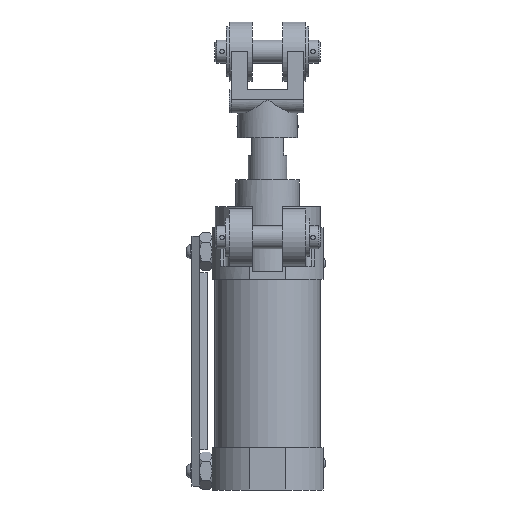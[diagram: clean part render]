
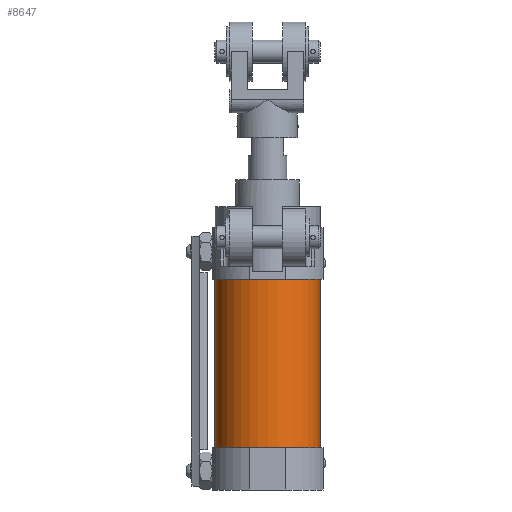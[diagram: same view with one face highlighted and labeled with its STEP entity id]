
A CAD part, front view. The second image highlights one B-rep face of the part: STEP entity #8647.
In plain terms, the highlighted cylindrical face has radius 27.5 mm (diameter 55 mm), a full revolution.
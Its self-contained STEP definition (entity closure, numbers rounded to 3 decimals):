
#2043=ORIENTED_EDGE('',*,*,#4484,.F.);
#2044=ORIENTED_EDGE('',*,*,#4479,.T.);
#4479=EDGE_CURVE('',#5688,#5688,#6449,.T.);
#4484=EDGE_CURVE('',#5689,#5689,#6450,.T.);
#5688=VERTEX_POINT('',#13653);
#5689=VERTEX_POINT('',#13660);
#6449=CIRCLE('',#9374,27.5);
#6450=CIRCLE('',#9376,27.5);
#6858=EDGE_LOOP('',(#2043));
#6859=EDGE_LOOP('',(#2044));
#7679=FACE_BOUND('',#6858,.T.);
#7680=FACE_BOUND('',#6859,.T.);
#8459=CYLINDRICAL_SURFACE('',#9375,27.5);
#8647=ADVANCED_FACE('',(#7679,#7680),#8459,.T.);
#9374=AXIS2_PLACEMENT_3D('',#13652,#10681,#10682);
#9375=AXIS2_PLACEMENT_3D('',#13658,#10687,#10688);
#9376=AXIS2_PLACEMENT_3D('',#13659,#10689,#10690);
#10681=DIRECTION('',(0.,0.,-1.));
#10682=DIRECTION('',(-1.,0.,0.));
#10687=DIRECTION('',(0.,0.,-1.));
#10688=DIRECTION('',(-1.,0.,0.));
#10689=DIRECTION('',(0.,0.,-1.));
#10690=DIRECTION('',(-1.,0.,0.));
#13652=CARTESIAN_POINT('',(0.,0.,140.));
#13653=CARTESIAN_POINT('',(-27.5,0.,140.));
#13658=CARTESIAN_POINT('',(0.,0.,0.));
#13659=CARTESIAN_POINT('',(0.,0.,52.));
#13660=CARTESIAN_POINT('',(-27.5,0.,52.));
